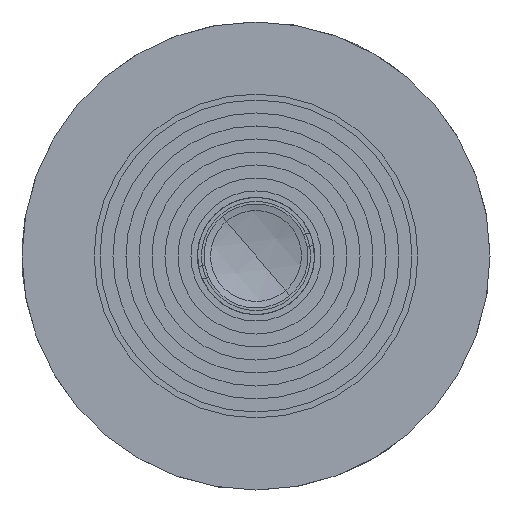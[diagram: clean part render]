
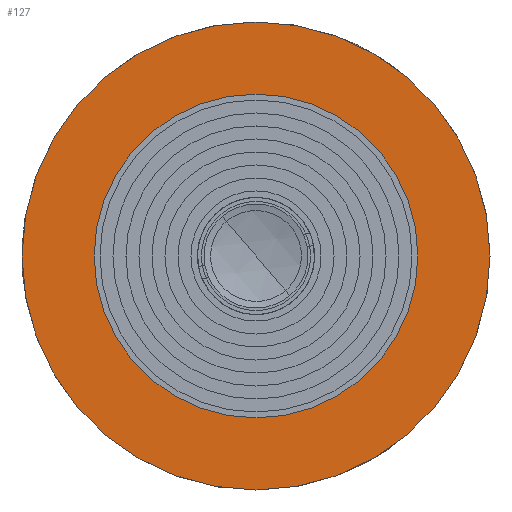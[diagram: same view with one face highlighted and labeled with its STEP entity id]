
A CAD part, left-side view. The second image highlights one B-rep face of the part: STEP entity #127.
In plain terms, the highlighted planar face has unit normal (-1, 0, 0).
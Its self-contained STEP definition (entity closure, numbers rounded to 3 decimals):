
#70 = VERTEX_POINT ( 'NONE', #2398 ) ;
#98 = DIRECTION ( 'NONE',  ( 0., 0., 1. ) ) ;
#121 = CARTESIAN_POINT ( 'NONE',  ( 0., 18., 0. ) ) ;
#127 = ADVANCED_FACE ( 'NONE', ( #2079, #948 ), #2704, .F. ) ;
#253 = AXIS2_PLACEMENT_3D ( 'NONE', #1146, #3421, #2983 ) ;
#379 = CIRCLE ( 'NONE', #253, 18. ) ;
#452 = CARTESIAN_POINT ( 'NONE',  ( 0., 0., 18. ) ) ;
#504 = EDGE_CURVE ( 'NONE', #70, #2664, #1306, .T. ) ;
#652 = ORIENTED_EDGE ( 'NONE', *, *, #1866, .F. ) ;
#705 = ORIENTED_EDGE ( 'NONE', *, *, #3569, .T. ) ;
#773 = VERTEX_POINT ( 'NONE', #3358 ) ;
#921 = DIRECTION ( 'NONE',  ( 0., 0., 1. ) ) ;
#948 = FACE_OUTER_BOUND ( 'NONE', #3301, .T. ) ;
#1029 = DIRECTION ( 'NONE',  ( -1., 0., 0. ) ) ;
#1146 = CARTESIAN_POINT ( 'NONE',  ( 0., 0., 0. ) ) ;
#1283 = ORIENTED_EDGE ( 'NONE', *, *, #504, .T. ) ;
#1306 = CIRCLE ( 'NONE', #1548, 18. ) ;
#1409 = CIRCLE ( 'NONE', #3411, 12.45 ) ;
#1548 = AXIS2_PLACEMENT_3D ( 'NONE', #2072, #1856, #921 ) ;
#1620 = CARTESIAN_POINT ( 'NONE',  ( 0., 0., 0. ) ) ;
#1735 = AXIS2_PLACEMENT_3D ( 'NONE', #121, #2420, #3577 ) ;
#1856 = DIRECTION ( 'NONE',  ( -1., 0., 0. ) ) ;
#1866 = EDGE_CURVE ( 'NONE', #2800, #773, #1409, .T. ) ;
#2072 = CARTESIAN_POINT ( 'NONE',  ( 0., 0., 0. ) ) ;
#2079 = FACE_BOUND ( 'NONE', #2929, .T. ) ;
#2225 = AXIS2_PLACEMENT_3D ( 'NONE', #2395, #3299, #98 ) ;
#2287 = EDGE_CURVE ( 'NONE', #773, #2800, #3020, .T. ) ;
#2395 = CARTESIAN_POINT ( 'NONE',  ( 0., 0., 0. ) ) ;
#2398 = CARTESIAN_POINT ( 'NONE',  ( 0., 0., -18. ) ) ;
#2420 = DIRECTION ( 'NONE',  ( 1., 0., 0. ) ) ;
#2664 = VERTEX_POINT ( 'NONE', #452 ) ;
#2704 = PLANE ( 'NONE',  #1735 ) ;
#2768 = DIRECTION ( 'NONE',  ( 0., 0., 1. ) ) ;
#2800 = VERTEX_POINT ( 'NONE', #3550 ) ;
#2929 = EDGE_LOOP ( 'NONE', ( #3431, #652 ) ) ;
#2983 = DIRECTION ( 'NONE',  ( 0., 0., 1. ) ) ;
#3020 = CIRCLE ( 'NONE', #2225, 12.45 ) ;
#3299 = DIRECTION ( 'NONE',  ( -1., 0., 0. ) ) ;
#3301 = EDGE_LOOP ( 'NONE', ( #705, #1283 ) ) ;
#3358 = CARTESIAN_POINT ( 'NONE',  ( 0., 0., 12.45 ) ) ;
#3411 = AXIS2_PLACEMENT_3D ( 'NONE', #1620, #1029, #2768 ) ;
#3421 = DIRECTION ( 'NONE',  ( -1., 0., 0. ) ) ;
#3431 = ORIENTED_EDGE ( 'NONE', *, *, #2287, .F. ) ;
#3550 = CARTESIAN_POINT ( 'NONE',  ( 0., 0., -12.45 ) ) ;
#3569 = EDGE_CURVE ( 'NONE', #2664, #70, #379, .T. ) ;
#3577 = DIRECTION ( 'NONE',  ( 0., 0., -1. ) ) ;
